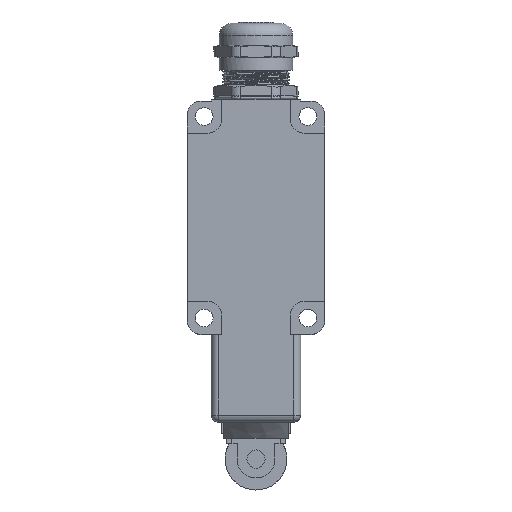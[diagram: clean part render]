
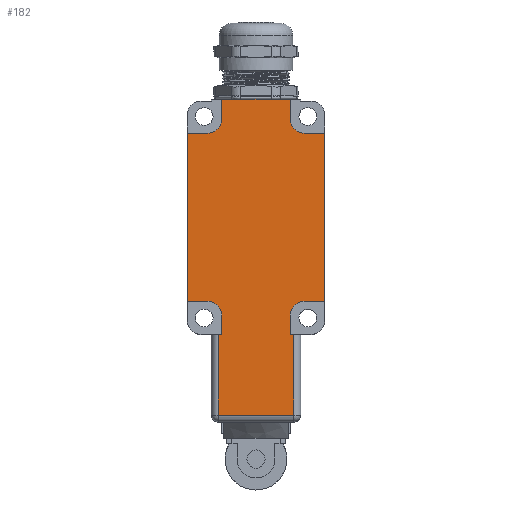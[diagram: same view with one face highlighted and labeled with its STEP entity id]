
A CAD part, top view. The second image highlights one B-rep face of the part: STEP entity #182.
In plain terms, the highlighted face is planar.
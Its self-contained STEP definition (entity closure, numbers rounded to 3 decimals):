
#182=ADVANCED_FACE('',(#1833),#1835,.F.);
#1833=FACE_BOUND('',#1834,.T.);
#1834=EDGE_LOOP('',(#6158,#6159,#6160,#6161,#6162,#6163,#6164,#6165,#6166,#6167,
#6168,#6169,#6170,#6171,#6172,#6173,#6174,#6175,#6176,#6177));
#1835=PLANE('',#1836);
#1836=AXIS2_PLACEMENT_3D('',#1837,#1838,#1839);
#1837=CARTESIAN_POINT('',(0.,0.,0.));
#1838=DIRECTION('',(0.,1.,0.));
#1839=DIRECTION('',(1.,0.,0.));
#6158=ORIENTED_EDGE('',*,*,#8542,.F.);
#6159=ORIENTED_EDGE('',*,*,#8543,.F.);
#6160=ORIENTED_EDGE('',*,*,#8544,.F.);
#6161=ORIENTED_EDGE('',*,*,#8545,.F.);
#6162=ORIENTED_EDGE('',*,*,#8546,.F.);
#6163=ORIENTED_EDGE('',*,*,#8547,.T.);
#6164=ORIENTED_EDGE('',*,*,#8548,.F.);
#6165=ORIENTED_EDGE('',*,*,#8549,.F.);
#6166=ORIENTED_EDGE('',*,*,#8550,.F.);
#6167=ORIENTED_EDGE('',*,*,#8551,.T.);
#6168=ORIENTED_EDGE('',*,*,#8552,.F.);
#6169=ORIENTED_EDGE('',*,*,#8553,.F.);
#6170=ORIENTED_EDGE('',*,*,#8554,.F.);
#6171=ORIENTED_EDGE('',*,*,#8555,.T.);
#6172=ORIENTED_EDGE('',*,*,#8556,.F.);
#6173=ORIENTED_EDGE('',*,*,#8557,.F.);
#6174=ORIENTED_EDGE('',*,*,#8558,.F.);
#6175=ORIENTED_EDGE('',*,*,#8559,.F.);
#6176=ORIENTED_EDGE('',*,*,#8560,.F.);
#6177=ORIENTED_EDGE('',*,*,#8561,.T.);
#8542=EDGE_CURVE('',#9734,#9735,#9736,.T.);
#8543=EDGE_CURVE('',#9737,#9734,#9738,.T.);
#8544=EDGE_CURVE('',#9739,#9737,#9740,.T.);
#8545=EDGE_CURVE('',#9741,#9739,#9742,.T.);
#8546=EDGE_CURVE('',#9743,#9741,#9744,.T.);
#8547=EDGE_CURVE('',#9743,#9745,#9746,.T.);
#8548=EDGE_CURVE('',#9747,#9745,#9748,.T.);
#8549=EDGE_CURVE('',#9749,#9747,#9750,.T.);
#8550=EDGE_CURVE('',#9751,#9749,#9752,.T.);
#8551=EDGE_CURVE('',#9751,#9753,#9754,.T.);
#8552=EDGE_CURVE('',#9755,#9753,#9756,.T.);
#8553=EDGE_CURVE('',#9757,#9755,#9758,.T.);
#8554=EDGE_CURVE('',#9759,#9757,#9760,.T.);
#8555=EDGE_CURVE('',#9759,#9761,#9762,.T.);
#8556=EDGE_CURVE('',#9763,#9761,#9764,.T.);
#8557=EDGE_CURVE('',#9765,#9763,#9766,.T.);
#8558=EDGE_CURVE('',#9767,#9765,#9768,.T.);
#8559=EDGE_CURVE('',#9769,#9767,#9770,.T.);
#8560=EDGE_CURVE('',#9771,#9769,#9772,.T.);
#8561=EDGE_CURVE('',#9771,#9735,#9773,.T.);
#9734=VERTEX_POINT('',#11729);
#9735=VERTEX_POINT('',#11730);
#9736=LINE('',#11731,#11732);
#9737=VERTEX_POINT('',#11734);
#9738=LINE('',#11735,#11736);
#9739=VERTEX_POINT('',#11738);
#9740=CIRCLE('',#11739,4.);
#9741=VERTEX_POINT('',#11743);
#9742=LINE('',#11744,#11745);
#9743=VERTEX_POINT('',#11747);
#9744=LINE('',#11748,#11749);
#9745=VERTEX_POINT('',#11751);
#9746=LINE('',#11752,#11753);
#9747=VERTEX_POINT('',#11755);
#9748=CIRCLE('',#11756,4.);
#9749=VERTEX_POINT('',#11760);
#9750=LINE('',#11761,#11762);
#9751=VERTEX_POINT('',#11764);
#9752=LINE('',#11765,#11766);
#9753=VERTEX_POINT('',#11768);
#9754=LINE('',#11769,#11770);
#9755=VERTEX_POINT('',#11772);
#9756=CIRCLE('',#11773,4.);
#9757=VERTEX_POINT('',#11777);
#9758=LINE('',#11778,#11779);
#9759=VERTEX_POINT('',#11781);
#9760=LINE('',#11782,#11783);
#9761=VERTEX_POINT('',#11785);
#9762=LINE('',#11786,#11787);
#9763=VERTEX_POINT('',#11789);
#9764=CIRCLE('',#11790,4.);
#9765=VERTEX_POINT('',#11794);
#9766=LINE('',#11795,#11796);
#9767=VERTEX_POINT('',#11798);
#9768=LINE('',#11799,#11800);
#9769=VERTEX_POINT('',#11802);
#9770=LINE('',#11803,#11804);
#9771=VERTEX_POINT('',#11806);
#9772=LINE('',#11807,#11808);
#9773=LINE('',#11810,#11811);
#11729=CARTESIAN_POINT('',(10.,0.,-34.));
#11730=CARTESIAN_POINT('',(11.,0.,-34.));
#11731=CARTESIAN_POINT('',(10.,0.,-34.));
#11732=VECTOR('',#11733,1.);
#11733=DIRECTION('',(1.,0.,0.));
#11734=CARTESIAN_POINT('',(10.,0.,-28.35));
#11735=CARTESIAN_POINT('',(10.,0.,-28.35));
#11736=VECTOR('',#11737,1.);
#11737=DIRECTION('',(0.,0.,-1.));
#11738=CARTESIAN_POINT('',(14.,0.,-24.35));
#11739=AXIS2_PLACEMENT_3D('',#11740,#11741,#11742);
#11740=CARTESIAN_POINT('',(14.,0.,-28.35));
#11741=DIRECTION('',(0.,-1.,0.));
#11742=DIRECTION('',(0.,0.,1.));
#11743=CARTESIAN_POINT('',(20.,0.,-24.35));
#11744=CARTESIAN_POINT('',(20.,0.,-24.35));
#11745=VECTOR('',#11746,1.);
#11746=DIRECTION('',(-1.,0.,0.));
#11747=CARTESIAN_POINT('',(20.,0.,24.65));
#11748=CARTESIAN_POINT('',(20.,0.,24.65));
#11749=VECTOR('',#11750,1.);
#11750=DIRECTION('',(0.,0.,-1.));
#11751=CARTESIAN_POINT('',(14.,0.,24.65));
#11752=CARTESIAN_POINT('',(20.,0.,24.65));
#11753=VECTOR('',#11754,1.);
#11754=DIRECTION('',(-1.,0.,0.));
#11755=CARTESIAN_POINT('',(10.,0.,28.65));
#11756=AXIS2_PLACEMENT_3D('',#11757,#11758,#11759);
#11757=CARTESIAN_POINT('',(14.,0.,28.65));
#11758=DIRECTION('',(0.,-1.,0.));
#11759=DIRECTION('',(-1.,0.,0.));
#11760=CARTESIAN_POINT('',(10.,0.,34.5));
#11761=CARTESIAN_POINT('',(10.,0.,34.5));
#11762=VECTOR('',#11763,1.);
#11763=DIRECTION('',(0.,0.,-1.));
#11764=CARTESIAN_POINT('',(-10.,0.,34.5));
#11765=CARTESIAN_POINT('',(-10.,0.,34.5));
#11766=VECTOR('',#11767,1.);
#11767=DIRECTION('',(1.,0.,0.));
#11768=CARTESIAN_POINT('',(-10.,0.,28.65));
#11769=CARTESIAN_POINT('',(-10.,0.,34.5));
#11770=VECTOR('',#11771,1.);
#11771=DIRECTION('',(0.,0.,-1.));
#11772=CARTESIAN_POINT('',(-14.,0.,24.65));
#11773=AXIS2_PLACEMENT_3D('',#11774,#11775,#11776);
#11774=CARTESIAN_POINT('',(-14.,0.,28.65));
#11775=DIRECTION('',(0.,-1.,0.));
#11776=DIRECTION('',(0.,0.,-1.));
#11777=CARTESIAN_POINT('',(-20.,0.,24.65));
#11778=CARTESIAN_POINT('',(-20.,0.,24.65));
#11779=VECTOR('',#11780,1.);
#11780=DIRECTION('',(1.,0.,0.));
#11781=CARTESIAN_POINT('',(-20.,0.,-24.35));
#11782=CARTESIAN_POINT('',(-20.,0.,-24.35));
#11783=VECTOR('',#11784,1.);
#11784=DIRECTION('',(0.,0.,1.));
#11785=CARTESIAN_POINT('',(-14.,0.,-24.35));
#11786=CARTESIAN_POINT('',(-20.,0.,-24.35));
#11787=VECTOR('',#11788,1.);
#11788=DIRECTION('',(1.,0.,0.));
#11789=CARTESIAN_POINT('',(-10.,0.,-28.35));
#11790=AXIS2_PLACEMENT_3D('',#11791,#11792,#11793);
#11791=CARTESIAN_POINT('',(-14.,0.,-28.35));
#11792=DIRECTION('',(0.,-1.,0.));
#11793=DIRECTION('',(1.,0.,0.));
#11794=CARTESIAN_POINT('',(-10.,0.,-34.));
#11795=CARTESIAN_POINT('',(-10.,0.,-34.));
#11796=VECTOR('',#11797,1.);
#11797=DIRECTION('',(0.,0.,1.));
#11798=CARTESIAN_POINT('',(-11.,0.,-34.));
#11799=CARTESIAN_POINT('',(-11.,0.,-34.));
#11800=VECTOR('',#11801,1.);
#11801=DIRECTION('',(1.,0.,0.));
#11802=CARTESIAN_POINT('',(-11.,0.,-57.5));
#11803=CARTESIAN_POINT('',(-11.,0.,-57.5));
#11804=VECTOR('',#11805,1.);
#11805=DIRECTION('',(0.,0.,1.));
#11806=CARTESIAN_POINT('',(11.,0.,-57.5));
#11807=CARTESIAN_POINT('',(11.,0.,-57.5));
#11808=VECTOR('',#11809,1.);
#11809=DIRECTION('',(-1.,0.,0.));
#11810=CARTESIAN_POINT('',(11.,0.,-57.5));
#11811=VECTOR('',#11812,1.);
#11812=DIRECTION('',(0.,0.,1.));
